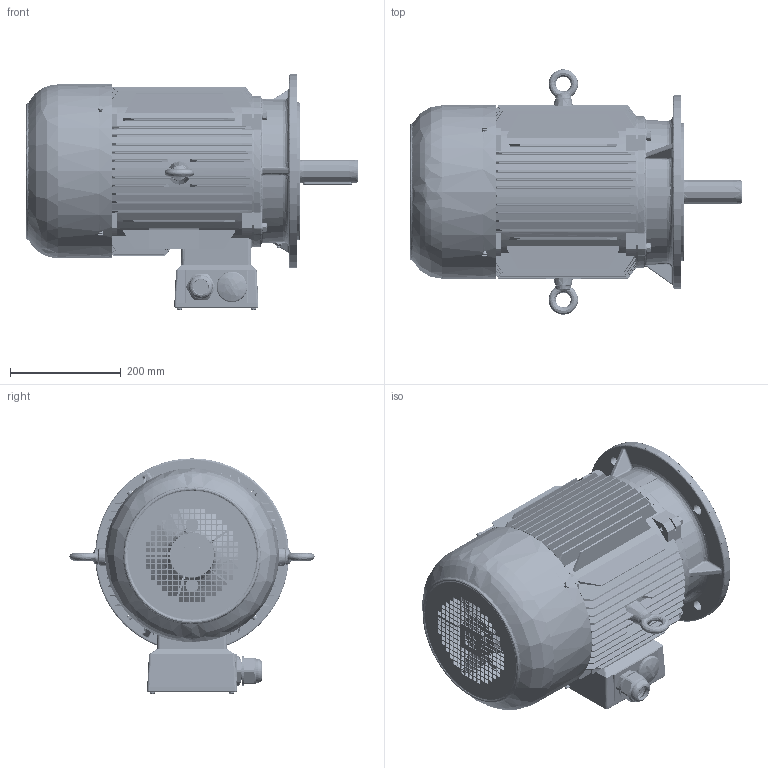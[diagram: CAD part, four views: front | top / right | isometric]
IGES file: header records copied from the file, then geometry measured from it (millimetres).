
Start section: SolidWorks IGES file using analytic representation for surfaces
Global section: file name: JM3-160M-B5.IGS; native system: SolidWorks 2016; preprocessor: SolidWorks 2016; author: Administrator; date: 211007.141248; units: millimetre
Bounding box: 600 x 443.15 x 425 mm (x, y, z)
Surface area: 2569253.4 mm2 (no closed solid volume)
Topology: 0 solids, 0 shells, 4777 faces, 57102 edges, 57095 vertices
Faces by surface type: bspline 2578, revolution 2199
